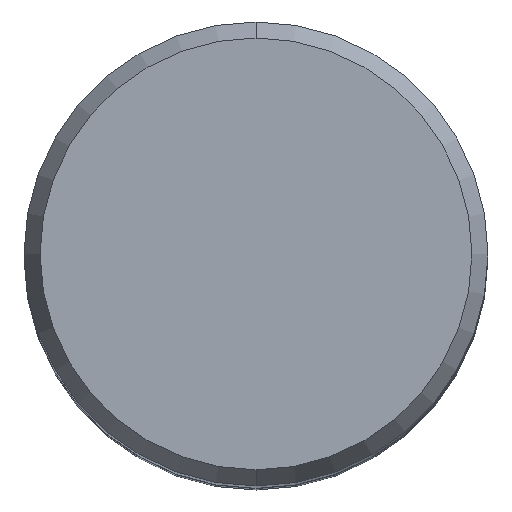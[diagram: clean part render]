
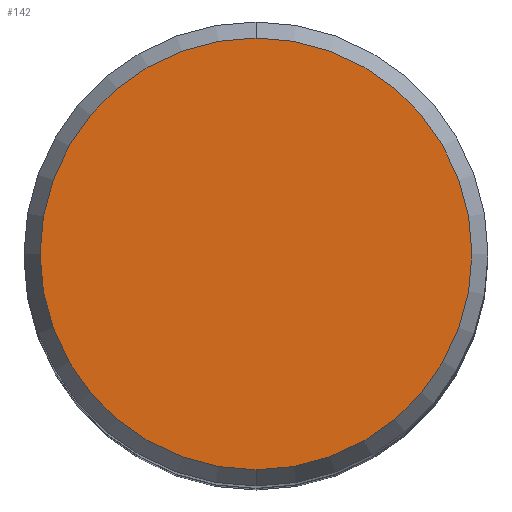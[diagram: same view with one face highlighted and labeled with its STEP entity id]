
A CAD part, top view. The second image highlights one B-rep face of the part: STEP entity #142.
In plain terms, the highlighted planar face has unit normal (0, 0, 1).
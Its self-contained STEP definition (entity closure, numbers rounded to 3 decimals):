
#124=EDGE_CURVE('',#244,#152,#313,.T.);
#142=ADVANCED_FACE('',(#334),#335,.T.);
#152=VERTEX_POINT('',#347);
#244=VERTEX_POINT('',#452);
#260=EDGE_CURVE('',#152,#244,#469,.T.);
#313=CIRCLE('',#522,9.307);
#334=FACE_OUTER_BOUND('',#547,.T.);
#335=PLANE('',#548);
#347=CARTESIAN_POINT('',(0.,-9.307,0.01));
#452=CARTESIAN_POINT('',(0.0,9.307,0.01));
#469=CIRCLE('',#717,9.307);
#522=AXIS2_PLACEMENT_3D('',#760,#761,#762);
#547=EDGE_LOOP('',(#787,#788));
#548=AXIS2_PLACEMENT_3D('',#789,#790,#791);
#717=AXIS2_PLACEMENT_3D('',#961,#962,#963);
#760=CARTESIAN_POINT('',(0.0,0.0,0.01));
#761=DIRECTION('',(0.0,0.0,-1.0));
#762=DIRECTION('',(0.0,1.0,0.0));
#787=ORIENTED_EDGE('',*,*,#124,.F.);
#788=ORIENTED_EDGE('',*,*,#260,.F.);
#789=CARTESIAN_POINT('',(0.0,4.654,0.01));
#790=DIRECTION('',(-0.0,0.0,1.0));
#791=DIRECTION('',(0.0,-1.0,0.0));
#961=CARTESIAN_POINT('',(0.0,0.0,0.01));
#962=DIRECTION('',(0.0,0.0,-1.0));
#963=DIRECTION('',(0.0,1.0,0.0));
